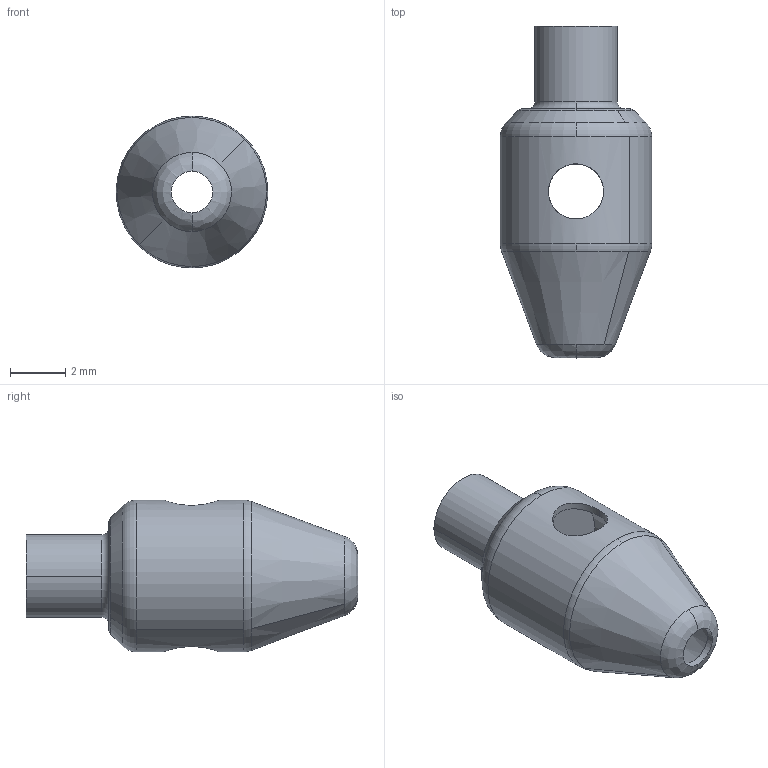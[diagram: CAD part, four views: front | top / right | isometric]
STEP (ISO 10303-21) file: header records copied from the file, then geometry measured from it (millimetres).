
FILE_DESCRIPTION(('produced by SPATIAL CORP'),'2;1');
FILE_NAME('lens-housing.hh.sat.stp', '2002-04-12T11:47:44+00:00',('SPATIAL CORP'),('SPATIAL CORP'), 'ACIS STEP Husk','http://www.spatial.com','SPATIAL CORP');
FILE_SCHEMA(('CONFIG_CONTROL_DESIGN'));
Length unit declared in the file: millimetre
Products named in the file (1): PRODUCT_ID_1
Bounding box: 5.49 x 12.03 x 5.5 mm (x, y, z)
Volume: 48.8 mm3; surface area: 391.7 mm2
Topology: 1 solids, 1 shells, 53 faces, 141 edges, 95 vertices
Faces by surface type: cylinder 20, torus 16, cone 8, plane 7, bspline 2
Entity records: 1677 total; most frequent: CARTESIAN_POINT 437, ORIENTED_EDGE 282, DIRECTION 206, EDGE_CURVE 141, VERTEX_POINT 95, AXIS2_PLACEMENT_3D 89, EDGE_LOOP 64, FACE_BOUND 64
